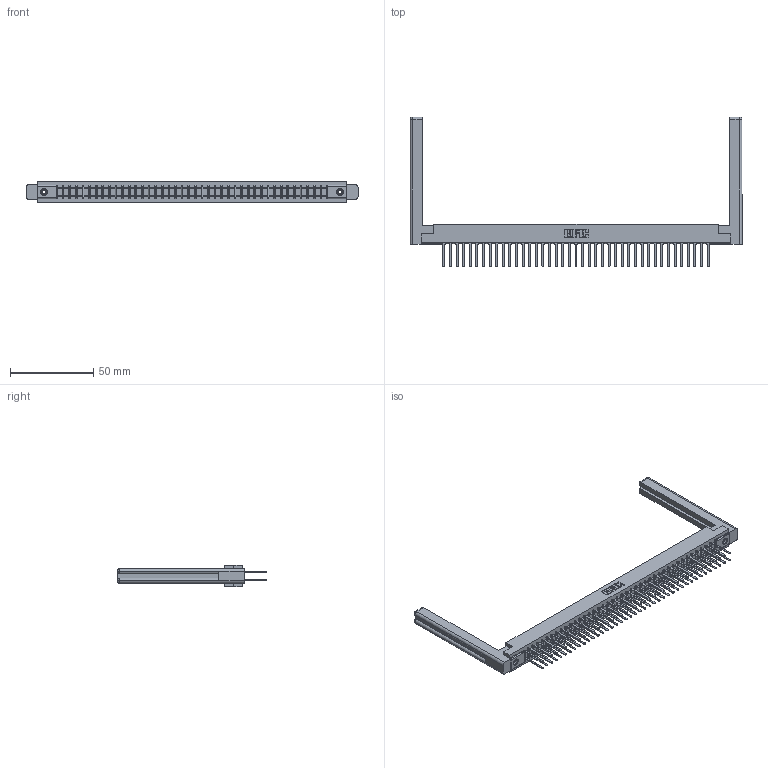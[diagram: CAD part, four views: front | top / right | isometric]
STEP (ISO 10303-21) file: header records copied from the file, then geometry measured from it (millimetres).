
FILE_DESCRIPTION (( 'STEP AP203' ), '1' );
FILE_NAME ('357-082-542-258.STEP', '2019-09-19T16:53:32', ( '' ), ( '' ), 'SwSTEP 2.0', 'SolidWorks 2016', '' );
FILE_SCHEMA (( 'CONFIG_CONTROL_DESIGN' ));
Length unit declared in the file: inch
Products named in the file (5): 307 Part_.156 Dia Mounting Holes; 307-290-001_542; 345-250-001_345-250-001-102; 357-082-542-258; 307-220-058
Assembly tree (87 placements, depth 2):
  357-082-542-258
    307 Part_.156 Dia Mounting Holes
    307-290-001_542  x82
    307-220-058  x2
    345-250-001_345-250-001-102  x2
Bounding box: 199.09 x 89.74 x 12.7 mm (x, y, z)
Volume: 28605.9 mm3; surface area: 32939.5 mm2
Topology: 87 solids, 87 shells, 4074 faces, 11337 edges, 7322 vertices
Faces by surface type: plane 2696, cylinder 1270, sphere 84, torus 12, cone 12
Entity records: 39185 total; most frequent: CARTESIAN_POINT 6428, ORIENTED_EDGE 6312, DIRECTION 6254, EDGE_CURVE 3156, VECTOR 2418, LINE 2418, VERTEX_POINT 2038, AXIS2_PLACEMENT_3D 1918
